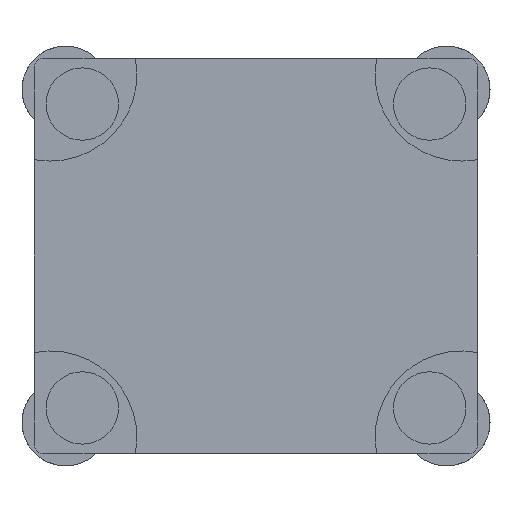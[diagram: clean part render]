
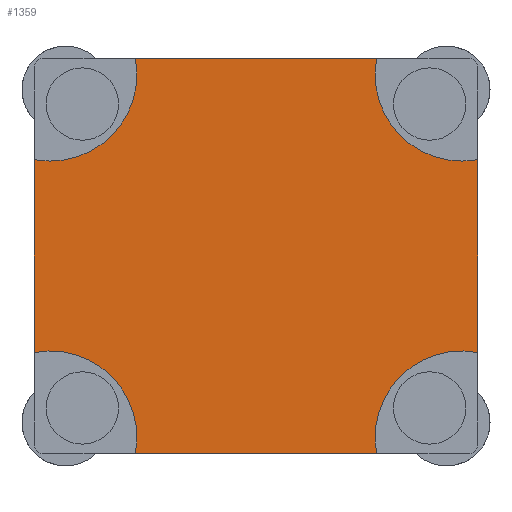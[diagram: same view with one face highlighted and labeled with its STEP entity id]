
A CAD part, front view. The second image highlights one B-rep face of the part: STEP entity #1359.
In plain terms, the highlighted planar face has unit normal (0, -1, 0).
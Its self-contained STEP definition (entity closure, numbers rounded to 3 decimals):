
#77 = EDGE_CURVE ( 'NONE', #5699, #868, #1607, .T. ) ;
#190 = CARTESIAN_POINT ( 'NONE',  ( 8.861, 0., -7.861 ) ) ;
#372 = VERTEX_POINT ( 'NONE', #4158 ) ;
#500 = CARTESIAN_POINT ( 'NONE',  ( 9.2, 0., 0. ) ) ;
#545 = FACE_OUTER_BOUND ( 'NONE', #5813, .T. ) ;
#554 = EDGE_CURVE ( 'NONE', #372, #2425, #4005, .T. ) ;
#586 = CARTESIAN_POINT ( 'NONE',  ( 0., 0., 0. ) ) ;
#626 = DIRECTION ( 'NONE',  ( 0., 0., -1. ) ) ;
#804 = ORIENTED_EDGE ( 'NONE', *, *, #2057, .F. ) ;
#868 = VERTEX_POINT ( 'NONE', #3296 ) ;
#1192 = VERTEX_POINT ( 'NONE', #3949 ) ;
#1222 = CIRCLE ( 'NONE', #2653, 1.794 ) ;
#1315 = CIRCLE ( 'NONE', #3473, 1.794 ) ;
#1344 = EDGE_CURVE ( 'NONE', #2425, #2155, #4473, .T. ) ;
#1359 = ADVANCED_FACE ( 'NONE', ( #545 ), #2845, .T. ) ;
#1382 = VERTEX_POINT ( 'NONE', #2373 ) ;
#1458 = EDGE_CURVE ( 'NONE', #1382, #5699, #1315, .T. ) ;
#1607 = LINE ( 'NONE', #2496, #2210 ) ;
#1744 = AXIS2_PLACEMENT_3D ( 'NONE', #2583, #2962, #3422 ) ;
#1838 = DIRECTION ( 'NONE',  ( 0., -1., 0. ) ) ;
#1861 = EDGE_CURVE ( 'NONE', #2155, #1382, #2817, .T. ) ;
#1898 = DIRECTION ( 'NONE',  ( -1., 0., 0. ) ) ;
#2057 = EDGE_CURVE ( 'NONE', #2134, #3706, #4606, .T. ) ;
#2124 = ORIENTED_EDGE ( 'NONE', *, *, #1861, .F. ) ;
#2134 = VERTEX_POINT ( 'NONE', #3366 ) ;
#2146 = CARTESIAN_POINT ( 'NONE',  ( 7.1, 0., -8.2 ) ) ;
#2152 = DIRECTION ( 'NONE',  ( 0., -1., 0. ) ) ;
#2155 = VERTEX_POINT ( 'NONE', #5045 ) ;
#2210 = VECTOR ( 'NONE', #5663, 1000. ) ;
#2353 = CARTESIAN_POINT ( 'NONE',  ( 0., 0., 0. ) ) ;
#2373 = CARTESIAN_POINT ( 'NONE',  ( 0.339, 0., -2.132 ) ) ;
#2425 = VERTEX_POINT ( 'NONE', #5189 ) ;
#2496 = CARTESIAN_POINT ( 'NONE',  ( 0., 0., 0. ) ) ;
#2545 = CARTESIAN_POINT ( 'NONE',  ( 8.861, 0., -0.339 ) ) ;
#2583 = CARTESIAN_POINT ( 'NONE',  ( 0.339, 0., -7.861 ) ) ;
#2653 = AXIS2_PLACEMENT_3D ( 'NONE', #5644, #3816, #4730 ) ;
#2806 = LINE ( 'NONE', #4089, #5737 ) ;
#2817 = CIRCLE ( 'NONE', #5829, 1.794 ) ;
#2845 = PLANE ( 'NONE',  #5725 ) ;
#2933 = EDGE_CURVE ( 'NONE', #1192, #2134, #4674, .T. ) ;
#2962 = DIRECTION ( 'NONE',  ( 0., -1., 0. ) ) ;
#2978 = ORIENTED_EDGE ( 'NONE', *, *, #2933, .F. ) ;
#2987 = ORIENTED_EDGE ( 'NONE', *, *, #3355, .F. ) ;
#2994 = DIRECTION ( 'NONE',  ( 0., 0., 1. ) ) ;
#3151 = DIRECTION ( 'NONE',  ( 0., 0., -1. ) ) ;
#3168 = ORIENTED_EDGE ( 'NONE', *, *, #1458, .F. ) ;
#3296 = CARTESIAN_POINT ( 'NONE',  ( 7.1, 0., 0. ) ) ;
#3355 = EDGE_CURVE ( 'NONE', #868, #4661, #1222, .T. ) ;
#3366 = CARTESIAN_POINT ( 'NONE',  ( 9.2, 0., -6.1 ) ) ;
#3404 = VECTOR ( 'NONE', #5509, 1000. ) ;
#3422 = DIRECTION ( 'NONE',  ( 0., 0., -1. ) ) ;
#3427 = CARTESIAN_POINT ( 'NONE',  ( 0.339, 0., -0.339 ) ) ;
#3473 = AXIS2_PLACEMENT_3D ( 'NONE', #3427, #4725, #4286 ) ;
#3685 = AXIS2_PLACEMENT_3D ( 'NONE', #2545, #1838, #4986 ) ;
#3706 = VERTEX_POINT ( 'NONE', #2146 ) ;
#3806 = CIRCLE ( 'NONE', #3685, 1.794 ) ;
#3815 = EDGE_CURVE ( 'NONE', #4661, #1192, #3806, .T. ) ;
#3816 = DIRECTION ( 'NONE',  ( 0., -1., 0. ) ) ;
#3949 = CARTESIAN_POINT ( 'NONE',  ( 9.2, 0., -2.1 ) ) ;
#4005 = CIRCLE ( 'NONE', #1744, 1.794 ) ;
#4089 = CARTESIAN_POINT ( 'NONE',  ( 0., 0., -8.2 ) ) ;
#4158 = CARTESIAN_POINT ( 'NONE',  ( 2.1, 0., -8.2 ) ) ;
#4166 = DIRECTION ( 'NONE',  ( 0., -1., 0. ) ) ;
#4286 = DIRECTION ( 'NONE',  ( 0., 0., 1. ) ) ;
#4419 = ORIENTED_EDGE ( 'NONE', *, *, #3815, .F. ) ;
#4473 = LINE ( 'NONE', #2353, #3404 ) ;
#4562 = ORIENTED_EDGE ( 'NONE', *, *, #554, .F. ) ;
#4606 = CIRCLE ( 'NONE', #5258, 1.794 ) ;
#4661 = VERTEX_POINT ( 'NONE', #5488 ) ;
#4664 = DIRECTION ( 'NONE',  ( 0., 0., 1. ) ) ;
#4671 = ORIENTED_EDGE ( 'NONE', *, *, #1344, .F. ) ;
#4674 = LINE ( 'NONE', #500, #5586 ) ;
#4686 = DIRECTION ( 'NONE',  ( 0., -1., 0. ) ) ;
#4706 = ORIENTED_EDGE ( 'NONE', *, *, #5830, .F. ) ;
#4725 = DIRECTION ( 'NONE',  ( 0., -1., 0. ) ) ;
#4730 = DIRECTION ( 'NONE',  ( 0., 0., -1. ) ) ;
#4808 = CARTESIAN_POINT ( 'NONE',  ( 0.339, 0., -0.339 ) ) ;
#4986 = DIRECTION ( 'NONE',  ( 0., 0., -1. ) ) ;
#5045 = CARTESIAN_POINT ( 'NONE',  ( 0., 0., -2.1 ) ) ;
#5104 = ORIENTED_EDGE ( 'NONE', *, *, #77, .F. ) ;
#5189 = CARTESIAN_POINT ( 'NONE',  ( 0., 0., -6.1 ) ) ;
#5258 = AXIS2_PLACEMENT_3D ( 'NONE', #190, #4686, #4664 ) ;
#5388 = CARTESIAN_POINT ( 'NONE',  ( 2.1, 0., 0. ) ) ;
#5488 = CARTESIAN_POINT ( 'NONE',  ( 8.861, 0., -2.132 ) ) ;
#5509 = DIRECTION ( 'NONE',  ( 0., 0., 1. ) ) ;
#5586 = VECTOR ( 'NONE', #3151, 1000. ) ;
#5644 = CARTESIAN_POINT ( 'NONE',  ( 8.861, 0., -0.339 ) ) ;
#5663 = DIRECTION ( 'NONE',  ( 1., 0., 0. ) ) ;
#5699 = VERTEX_POINT ( 'NONE', #5388 ) ;
#5725 = AXIS2_PLACEMENT_3D ( 'NONE', #586, #4166, #626 ) ;
#5737 = VECTOR ( 'NONE', #1898, 1000. ) ;
#5813 = EDGE_LOOP ( 'NONE', ( #4562, #4706, #804, #2978, #4419, #2987, #5104, #3168, #2124, #4671 ) ) ;
#5829 = AXIS2_PLACEMENT_3D ( 'NONE', #4808, #2152, #2994 ) ;
#5830 = EDGE_CURVE ( 'NONE', #3706, #372, #2806, .T. ) ;
